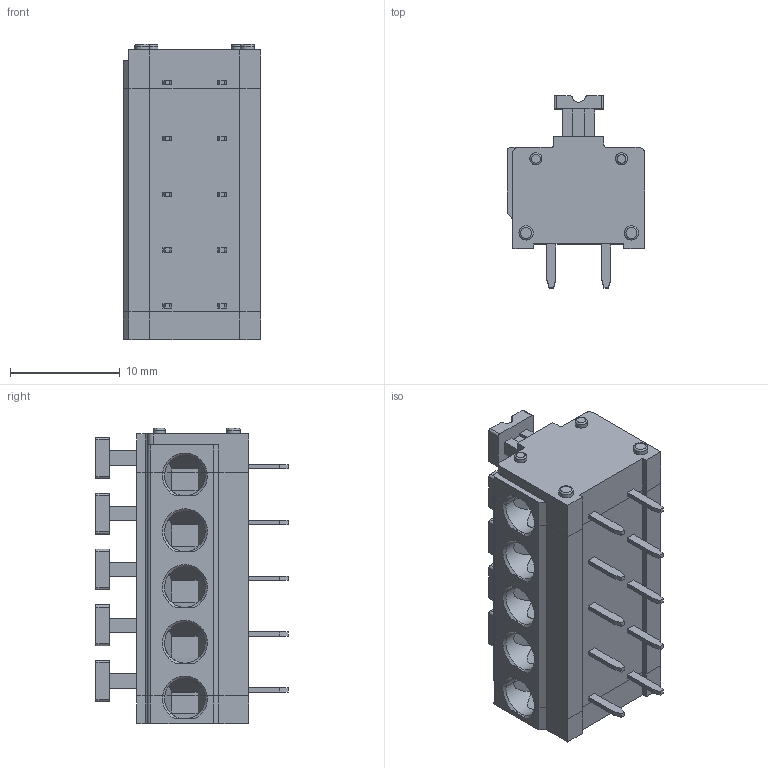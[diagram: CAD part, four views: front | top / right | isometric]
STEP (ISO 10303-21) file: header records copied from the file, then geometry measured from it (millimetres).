
FILE_DESCRIPTION( ( 'Unknown' ), '1' );
FILE_NAME( '691411510005.stp', 'Unknown', ( 'Unknown' ), ( 'Unknown' ), 'PSStep 18.0.17', 'Unknown', ' ' );
FILE_SCHEMA( ( 'AUTOMOTIVE_DESIGN { 1 0 10303 214 1 1 1 1 }' ) );
Length unit declared in the file: millimetre
Products named in the file (4): Assem1; MRT1P5.08_SX; MRT1P5.08_DX; 691411510005
Assembly tree (3 placements, depth 2):
  Assem1
    MRT1P5.08_SX
    MRT1P5.08_DX
    691411510005
Bounding box: 12.5 x 17.5 x 26.9 mm (x, y, z)
Volume: 2804.9 mm3; surface area: 2774.4 mm2
Topology: 3 solids, 3 shells, 626 faces, 1689 edges, 1114 vertices
Faces by surface type: plane 538, cylinder 71, cone 13, torus 4
Full cylindrical faces by diameter (mm): 1.05 x2, 1.1 x2, 1.25 x2, 1.3 x2, 3.7 x3
Entity records: 24497 total; most frequent: CARTESIAN_POINT 3618, ORIENTED_EDGE 3334, DIRECTION 3103, EDGE_CURVE 1667, LINE 1471, VECTOR 1471, VERTEX_POINT 1111, AXIS2_PLACEMENT_3D 816
